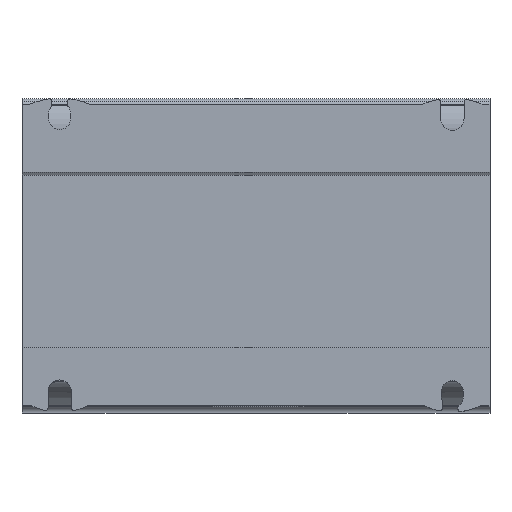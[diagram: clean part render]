
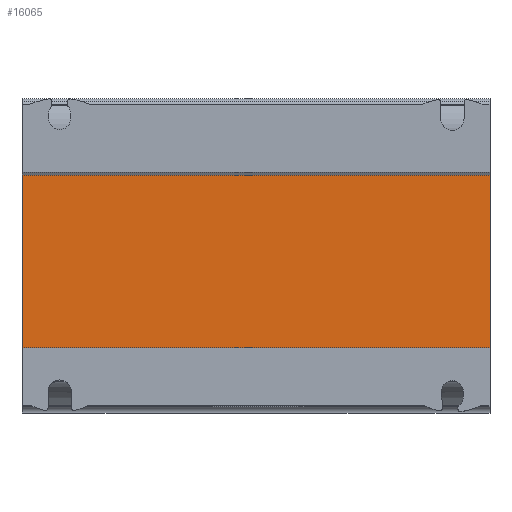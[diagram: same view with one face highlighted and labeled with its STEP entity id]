
A CAD part, top view. The second image highlights one B-rep face of the part: STEP entity #16065.
In plain terms, the highlighted planar face has unit normal (0, 0, 1).
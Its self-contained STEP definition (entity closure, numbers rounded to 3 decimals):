
#1748=DIRECTION('',(0.,-1.,0.));
#1749=VECTOR('',#1748,33.7);
#1750=CARTESIAN_POINT('',(-45.,11.9,49.55));
#1751=LINE('',#1750,#1749);
#4004=DIRECTION('',(0.,-1.,0.));
#4005=VECTOR('',#4004,33.7);
#4006=CARTESIAN_POINT('',(45.,11.9,49.55));
#4007=LINE('',#4006,#4005);
#4008=DIRECTION('',(-1.,0.,0.));
#4009=VECTOR('',#4008,90.);
#4010=CARTESIAN_POINT('',(45.,-21.8,49.55));
#4011=LINE('',#4010,#4009);
#4016=DIRECTION('',(-1.,0.,0.));
#4017=VECTOR('',#4016,90.);
#4018=CARTESIAN_POINT('',(45.,11.9,49.55));
#4019=LINE('',#4018,#4017);
#8402=CARTESIAN_POINT('',(45.,-21.8,49.55));
#8403=VERTEX_POINT('',#8402);
#8404=CARTESIAN_POINT('',(45.,11.9,49.55));
#8405=VERTEX_POINT('',#8404);
#9078=CARTESIAN_POINT('',(-45.,11.9,49.55));
#9079=VERTEX_POINT('',#9078);
#9080=CARTESIAN_POINT('',(-45.,-21.8,49.55));
#9081=VERTEX_POINT('',#9080);
#16053=CARTESIAN_POINT('',(45.,11.9,49.55));
#16054=DIRECTION('',(0.,0.,1.));
#16055=DIRECTION('',(0.,-1.,0.));
#16056=AXIS2_PLACEMENT_3D('',#16053,#16054,#16055);
#16057=PLANE('',#16056);
#16058=ORIENTED_EDGE('',*,*,#10845,.T.);
#16059=ORIENTED_EDGE('',*,*,#16048,.T.);
#16060=ORIENTED_EDGE('',*,*,#13021,.F.);
#16062=ORIENTED_EDGE('',*,*,#16061,.F.);
#16063=EDGE_LOOP('',(#16058,#16059,#16060,#16062));
#16064=FACE_OUTER_BOUND('',#16063,.F.);
#16065=ADVANCED_FACE('',(#16064),#16057,.T.);
#10845=EDGE_CURVE('',#8405,#8403,#4007,.T.);
#13021=EDGE_CURVE('',#9079,#9081,#1751,.T.);
#16048=EDGE_CURVE('',#8403,#9081,#4011,.T.);
#16061=EDGE_CURVE('',#8405,#9079,#4019,.T.);
